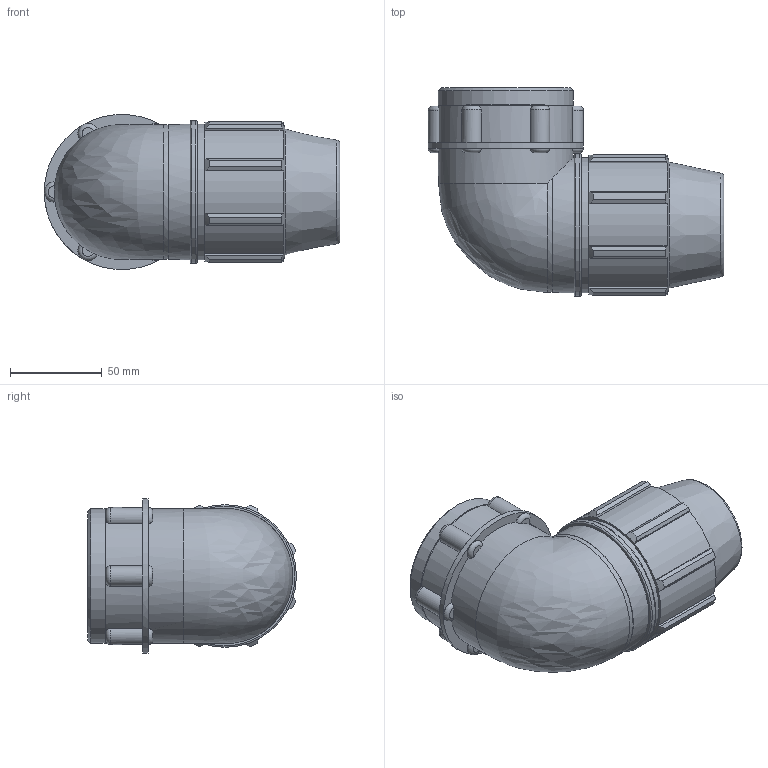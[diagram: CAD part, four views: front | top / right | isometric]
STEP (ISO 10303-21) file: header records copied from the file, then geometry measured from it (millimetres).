
FILE_DESCRIPTION(/* description */ ('PLASSON 90° ELBOW FEMALE ADAPTOR 40-2"'),/* implementation_level */ '2;1');
FILE_NAME(/* name */ '071500040020_181500040020_0715060400200A.ipt.stp',/* time_stamp */ '2017-06-06T17:16:15+03:00',/* author */ ('KIM'),/* organization */ (''),/* preprocessor_version */ 'ST-DEVELOPER v15.6',/* originating_system */ 'Autodesk Inventor 2015',/* authorisation */ '');
FILE_SCHEMA (('AUTOMOTIVE_DESIGN { 1 0 10303 214 3 1 1 }'));
Length unit declared in the file: millimetre
Products named in the file (1): 071500040020_181500040020_0715060400200A
Bounding box: 161.35 x 113.95 x 84.46 mm (x, y, z)
Volume: 468970.6 mm3; surface area: 79965.9 mm2
Topology: 1 solids, 1 shells, 139 faces, 368 edges, 237 vertices
Faces by surface type: plane 60, cylinder 46, cone 16, torus 15, bspline 2
Full cylindrical faces by diameter (mm): 39.659 x1, 40 x1, 50.99 x1, 56.656 x1, 73.653 x2, 73.8 x2, 77.9 x1, 84.701 x1
Entity records: 4683 total; most frequent: CARTESIAN_POINT 1211, DIRECTION 710, ORIENTED_EDGE 684, EDGE_CURVE 342, AXIS2_PLACEMENT_3D 295, VERTEX_POINT 232, EDGE_LOOP 168, CIRCLE 155
